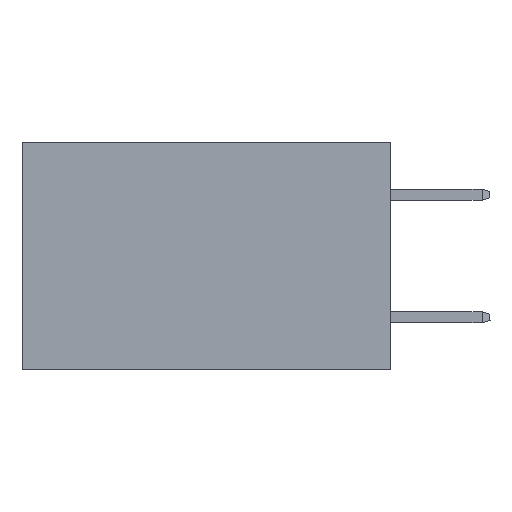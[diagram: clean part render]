
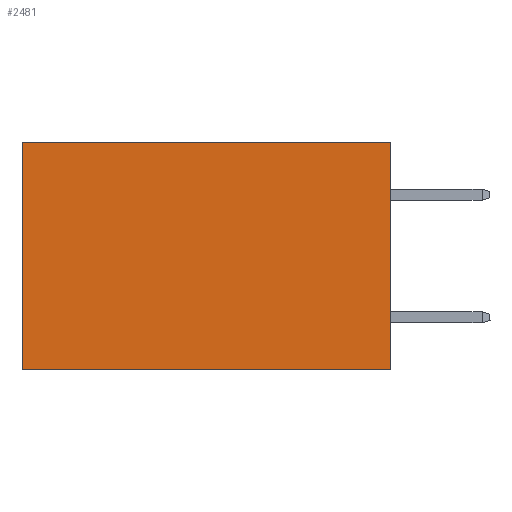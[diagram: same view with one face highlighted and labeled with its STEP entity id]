
A CAD part, left-side view. The second image highlights one B-rep face of the part: STEP entity #2481.
In plain terms, the highlighted planar face has unit normal (-1, 0, 0).
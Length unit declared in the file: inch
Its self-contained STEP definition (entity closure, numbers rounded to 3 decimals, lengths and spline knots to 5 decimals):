
#52 = FACE_OUTER_BOUND ( 'NONE', #9700, .T. ) ;
#496 = VECTOR ( 'NONE', #8587, 39.37008 ) ;
#584 = CARTESIAN_POINT ( 'NONE',  ( 0.2875, 0., 0. ) ) ;
#671 = CARTESIAN_POINT ( 'NONE',  ( 0.2875, 0., -0.37 ) ) ;
#914 = VERTEX_POINT ( 'NONE', #10714 ) ;
#1625 = PLANE ( 'NONE',  #8385 ) ;
#1687 = ORIENTED_EDGE ( 'NONE', *, *, #4916, .T. ) ;
#1762 = DIRECTION ( 'NONE',  ( 0., 0., -1. ) ) ;
#2481 = ADVANCED_FACE ( 'NONE', ( #52 ), #1625, .F. ) ;
#2747 = DIRECTION ( 'NONE',  ( 0., 1., 0. ) ) ;
#2853 = VECTOR ( 'NONE', #2747, 39.37008 ) ;
#2891 = CARTESIAN_POINT ( 'NONE',  ( 0.2875, 0., -0.37 ) ) ;
#3064 = LINE ( 'NONE', #13523, #10929 ) ;
#4133 = EDGE_CURVE ( 'NONE', #5220, #914, #6392, .T. ) ;
#4210 = LINE ( 'NONE', #9113, #2853 ) ;
#4416 = VERTEX_POINT ( 'NONE', #9536 ) ;
#4692 = EDGE_CURVE ( 'NONE', #4416, #7637, #4210, .T. ) ;
#4916 = EDGE_CURVE ( 'NONE', #7637, #914, #7048, .T. ) ;
#5220 = VERTEX_POINT ( 'NONE', #671 ) ;
#5298 = CARTESIAN_POINT ( 'NONE',  ( 0.2875, 0.6, 0. ) ) ;
#6008 = DIRECTION ( 'NONE',  ( 0., 1., 0. ) ) ;
#6392 = LINE ( 'NONE', #2891, #9744 ) ;
#7048 = LINE ( 'NONE', #10606, #496 ) ;
#7637 = VERTEX_POINT ( 'NONE', #5298 ) ;
#7997 = DIRECTION ( 'NONE',  ( 1., 0., 0. ) ) ;
#8117 = DIRECTION ( 'NONE',  ( 0., 0., -1. ) ) ;
#8385 = AXIS2_PLACEMENT_3D ( 'NONE', #584, #7997, #1762 ) ;
#8587 = DIRECTION ( 'NONE',  ( 0., 0., -1. ) ) ;
#8800 = EDGE_CURVE ( 'NONE', #4416, #5220, #3064, .T. ) ;
#9113 = CARTESIAN_POINT ( 'NONE',  ( 0.2875, 0., 0. ) ) ;
#9536 = CARTESIAN_POINT ( 'NONE',  ( 0.2875, 0., 0. ) ) ;
#9622 = ORIENTED_EDGE ( 'NONE', *, *, #4692, .T. ) ;
#9700 = EDGE_LOOP ( 'NONE', ( #1687, #11492, #13476, #9622 ) ) ;
#9744 = VECTOR ( 'NONE', #6008, 39.37008 ) ;
#10606 = CARTESIAN_POINT ( 'NONE',  ( 0.2875, 0.6, 0. ) ) ;
#10714 = CARTESIAN_POINT ( 'NONE',  ( 0.2875, 0.6, -0.37 ) ) ;
#10929 = VECTOR ( 'NONE', #8117, 39.37008 ) ;
#11492 = ORIENTED_EDGE ( 'NONE', *, *, #4133, .F. ) ;
#13476 = ORIENTED_EDGE ( 'NONE', *, *, #8800, .F. ) ;
#13523 = CARTESIAN_POINT ( 'NONE',  ( 0.2875, 0., 0. ) ) ;
